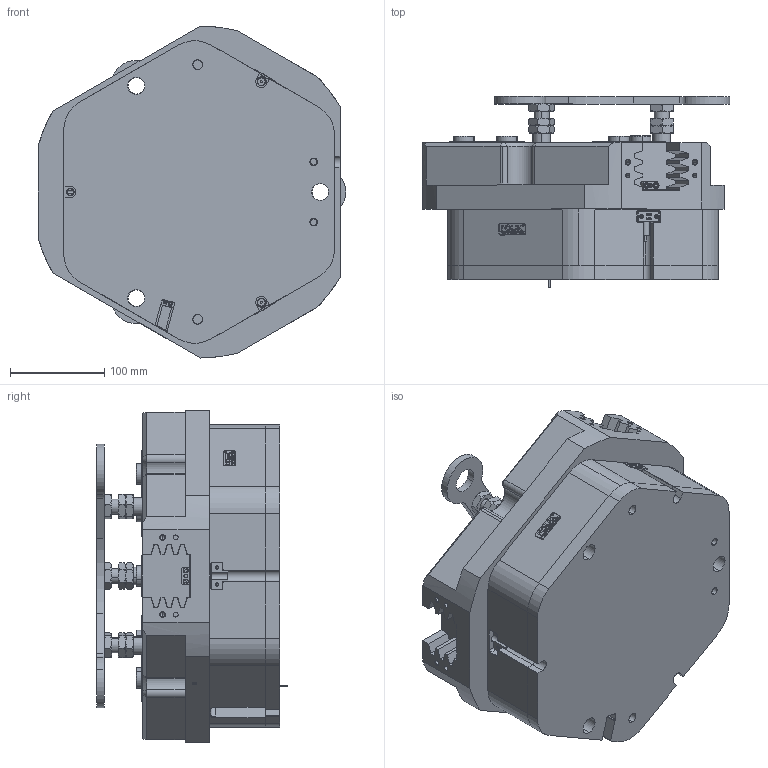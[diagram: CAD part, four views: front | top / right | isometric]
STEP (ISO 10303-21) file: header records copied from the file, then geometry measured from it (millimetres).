
FILE_DESCRIPTION (( 'STEP AP203' ), '1' );
FILE_NAME ('FZ220-352-C60.STEP', '2025-04-02T07:20:15', ( 'USER-' ), ( 'Microsoft' ), 'SwSTEP 2.0', 'SolidWorks 2018', '' );
FILE_SCHEMA (( 'CONFIG_CONTROL_DESIGN' ));
Length unit declared in the file: millimetre
Products named in the file (17): 32x12-R2; TZT220-352-M-01 褲极; TZT220-352-M-07 芢裝; 湮覜聆假蚾璃; 0-TZT220-352-C60; 20241226-M4 M4換覜ん揤輸; 棠羲換覜ん; 内六角圆柱头螺钉[GBT70_1-2008][M3×12]; FZ220-352-C60; TZT220-352-M-05 菁裔啣; ﾏ擎ﾗ22｡ﾁ18｡ﾁ14; TZT220-352-M-08 芢啣; 电容传感器; TZT220-352-M-06 笢猾啣; TZT220-352-M-20 囀笢猾啣; M16-1-8情蹟譫; TZT220-352-M-02 賑輸
Assembly tree (45 placements, depth 3):
  FZ220-352-C60
    TZT220-352-M-02 賑輸  x3
    TZT220-352-M-05 菁裔啣
    电容传感器  x2
    TZT220-352-M-01 褲极
    TZT220-352-M-06 笢猾啣
    湮覜聆假蚾璃  x3
    TZT220-352-M-20 囀笢猾啣  x3
    内六角圆柱头螺钉[GBT70_1-2008][M3×12]  x6
    20241226-M4 M4換覜ん揤輸  x2
    棠羲換覜ん  x2
    32x12-R2
    ﾏ擎ﾗ22｡ﾁ18｡ﾁ14  x6
    0-TZT220-352-C60
      M16-1-8情蹟譫  x9
      TZT220-352-M-07 芢裝  x3
      TZT220-352-M-08 芢啣
Bounding box: 326 x 202.45 x 351.96 mm (x, y, z)
Volume: 10501569.5 mm3; surface area: 848725.2 mm2
Topology: 56 solids, 56 shells, 2665 faces, 6934 edges, 4459 vertices
Faces by surface type: plane 1272, cylinder 618, bspline 379, cone 372, torus 24
Entity records: 65061 total; most frequent: CARTESIAN_POINT 20629, ORIENTED_EDGE 9056, DIRECTION 7974, EDGE_CURVE 4528, VERTEX_POINT 2937, LINE 2920, VECTOR 2920, AXIS2_PLACEMENT_3D 2527
